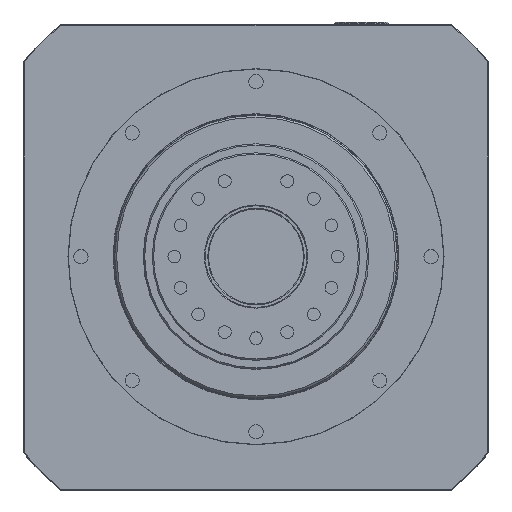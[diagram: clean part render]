
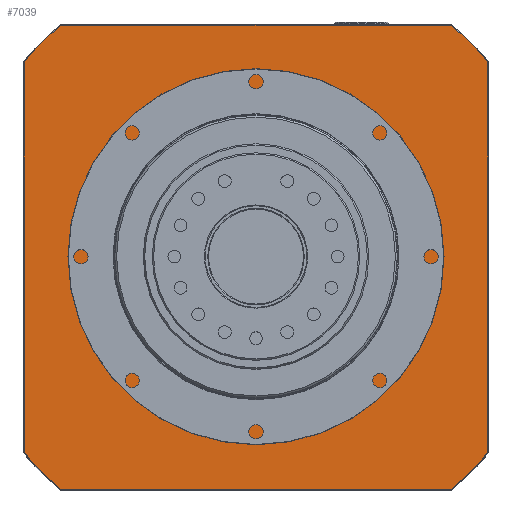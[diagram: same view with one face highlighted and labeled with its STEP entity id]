
A CAD part, top view. The second image highlights one B-rep face of the part: STEP entity #7039.
In plain terms, the highlighted planar face has unit normal (0, 0, 1).
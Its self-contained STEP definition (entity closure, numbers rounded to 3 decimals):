
#12 = ORIENTED_EDGE ( 'NONE', *, *, #7244, .T. ) ;
#99 = VERTEX_POINT ( 'NONE', #6231 ) ;
#217 = FACE_OUTER_BOUND ( 'NONE', #3117, .T. ) ;
#551 = AXIS2_PLACEMENT_3D ( 'NONE', #5206, #11771, #6153 ) ;
#593 = CIRCLE ( 'NONE', #2849, 62.966 ) ;
#820 = FACE_BOUND ( 'NONE', #6608, .T. ) ;
#1186 = VERTEX_POINT ( 'NONE', #10731 ) ;
#1210 = ORIENTED_EDGE ( 'NONE', *, *, #5751, .T. ) ;
#1537 = VERTEX_POINT ( 'NONE', #6504 ) ;
#1656 = EDGE_CURVE ( 'NONE', #6250, #99, #1804, .T. ) ;
#1725 = CARTESIAN_POINT ( 'NONE',  ( 89.4, 75.43, -35.2 ) ) ;
#1759 = LINE ( 'NONE', #1725, #9014 ) ;
#1791 = DIRECTION ( 'NONE',  ( 0., 0., 1. ) ) ;
#1804 = CIRCLE ( 'NONE', #3955, 116.9 ) ;
#1884 = VECTOR ( 'NONE', #2110, 1000. ) ;
#1963 = CARTESIAN_POINT ( 'NONE',  ( 0., 0., -35.2 ) ) ;
#2059 = DIRECTION ( 'NONE',  ( 0., 0., -1. ) ) ;
#2062 = DIRECTION ( 'NONE',  ( 1., 0., 0. ) ) ;
#2110 = DIRECTION ( 'NONE',  ( -1., 0., 0. ) ) ;
#2207 = CIRCLE ( 'NONE', #9336, 116.9 ) ;
#2408 = LINE ( 'NONE', #11805, #9338 ) ;
#2414 = CARTESIAN_POINT ( 'NONE',  ( 62.966, 0., -35.2 ) ) ;
#2418 = DIRECTION ( 'NONE',  ( 0., -1., 0. ) ) ;
#2707 = DIRECTION ( 'NONE',  ( 0., 1., 0. ) ) ;
#2734 = EDGE_CURVE ( 'NONE', #1537, #5433, #2408, .T. ) ;
#2849 = AXIS2_PLACEMENT_3D ( 'NONE', #11211, #5577, #12157 ) ;
#2909 = DIRECTION ( 'NONE',  ( -1., 0., 0. ) ) ;
#2934 = VERTEX_POINT ( 'NONE', #12181 ) ;
#3117 = EDGE_LOOP ( 'NONE', ( #3484, #9429, #5915, #9594, #10774, #12, #7770, #4920 ) ) ;
#3467 = AXIS2_PLACEMENT_3D ( 'NONE', #7477, #1791, #8419 ) ;
#3484 = ORIENTED_EDGE ( 'NONE', *, *, #9081, .T. ) ;
#3863 = VERTEX_POINT ( 'NONE', #9487 ) ;
#3935 = CARTESIAN_POINT ( 'NONE',  ( 0., 0., -35.2 ) ) ;
#3955 = AXIS2_PLACEMENT_3D ( 'NONE', #3935, #10534, #4893 ) ;
#4140 = EDGE_CURVE ( 'NONE', #5433, #9038, #6507, .T. ) ;
#4468 = DIRECTION ( 'NONE',  ( 0., 0., -1. ) ) ;
#4558 = LINE ( 'NONE', #7741, #9560 ) ;
#4815 = AXIS2_PLACEMENT_3D ( 'NONE', #7738, #2059, #8671 ) ;
#4893 = DIRECTION ( 'NONE',  ( -1., 0., 0. ) ) ;
#4920 = ORIENTED_EDGE ( 'NONE', *, *, #4140, .T. ) ;
#5206 = CARTESIAN_POINT ( 'NONE',  ( 0., 0., -35.2 ) ) ;
#5329 = PLANE ( 'NONE',  #10835 ) ;
#5433 = VERTEX_POINT ( 'NONE', #8157 ) ;
#5574 = EDGE_CURVE ( 'NONE', #99, #8833, #1759, .T. ) ;
#5577 = DIRECTION ( 'NONE',  ( 0., 0., -1. ) ) ;
#5751 = EDGE_CURVE ( 'NONE', #1186, #7728, #9732, .T. ) ;
#5915 = ORIENTED_EDGE ( 'NONE', *, *, #5574, .T. ) ;
#6153 = DIRECTION ( 'NONE',  ( -1., 0., 0. ) ) ;
#6231 = CARTESIAN_POINT ( 'NONE',  ( 89.4, -75.321, -35.2 ) ) ;
#6250 = VERTEX_POINT ( 'NONE', #11438 ) ;
#6297 = EDGE_CURVE ( 'NONE', #2934, #3863, #9432, .T. ) ;
#6504 = CARTESIAN_POINT ( 'NONE',  ( -89.4, 75.321, -35.2 ) ) ;
#6507 = CIRCLE ( 'NONE', #551, 116.9 ) ;
#6608 = EDGE_LOOP ( 'NONE', ( #1210, #9438 ) ) ;
#6833 = CARTESIAN_POINT ( 'NONE',  ( -75.43, 89.4, -35.2 ) ) ;
#7039 = ADVANCED_FACE ( 'NONE', ( #820, #217 ), #5329, .F. ) ;
#7244 = EDGE_CURVE ( 'NONE', #3863, #1537, #2207, .T. ) ;
#7477 = CARTESIAN_POINT ( 'NONE',  ( 0., 0., -35.2 ) ) ;
#7652 = CARTESIAN_POINT ( 'NONE',  ( -75.321, -89.4, -35.2 ) ) ;
#7728 = VERTEX_POINT ( 'NONE', #2414 ) ;
#7738 = CARTESIAN_POINT ( 'NONE',  ( 0., 0., -35.2 ) ) ;
#7741 = CARTESIAN_POINT ( 'NONE',  ( 75.43, -89.4, -35.2 ) ) ;
#7770 = ORIENTED_EDGE ( 'NONE', *, *, #2734, .T. ) ;
#8157 = CARTESIAN_POINT ( 'NONE',  ( -89.4, -75.321, -35.2 ) ) ;
#8419 = DIRECTION ( 'NONE',  ( -1., 0., 0. ) ) ;
#8585 = DIRECTION ( 'NONE',  ( 0., 0., 1. ) ) ;
#8671 = DIRECTION ( 'NONE',  ( -1., 0., 0. ) ) ;
#8805 = CARTESIAN_POINT ( 'NONE',  ( 89.4, 75.321, -35.2 ) ) ;
#8833 = VERTEX_POINT ( 'NONE', #8805 ) ;
#9014 = VECTOR ( 'NONE', #2707, 1000. ) ;
#9038 = VERTEX_POINT ( 'NONE', #7652 ) ;
#9081 = EDGE_CURVE ( 'NONE', #9038, #6250, #4558, .T. ) ;
#9164 = CARTESIAN_POINT ( 'NONE',  ( 0., 0., -35.2 ) ) ;
#9336 = AXIS2_PLACEMENT_3D ( 'NONE', #1963, #8585, #2909 ) ;
#9338 = VECTOR ( 'NONE', #2418, 1000. ) ;
#9429 = ORIENTED_EDGE ( 'NONE', *, *, #1656, .T. ) ;
#9432 = LINE ( 'NONE', #6833, #1884 ) ;
#9438 = ORIENTED_EDGE ( 'NONE', *, *, #11411, .T. ) ;
#9487 = CARTESIAN_POINT ( 'NONE',  ( -75.321, 89.4, -35.2 ) ) ;
#9560 = VECTOR ( 'NONE', #2062, 1000. ) ;
#9594 = ORIENTED_EDGE ( 'NONE', *, *, #11413, .T. ) ;
#9732 = CIRCLE ( 'NONE', #4815, 62.966 ) ;
#10359 = CIRCLE ( 'NONE', #3467, 116.9 ) ;
#10534 = DIRECTION ( 'NONE',  ( 0., 0., 1. ) ) ;
#10731 = CARTESIAN_POINT ( 'NONE',  ( -62.966, 0., -35.2 ) ) ;
#10774 = ORIENTED_EDGE ( 'NONE', *, *, #6297, .T. ) ;
#10835 = AXIS2_PLACEMENT_3D ( 'NONE', #9164, #4468, #11054 ) ;
#11054 = DIRECTION ( 'NONE',  ( -1., 0., 0. ) ) ;
#11211 = CARTESIAN_POINT ( 'NONE',  ( 0., 0., -35.2 ) ) ;
#11411 = EDGE_CURVE ( 'NONE', #7728, #1186, #593, .T. ) ;
#11413 = EDGE_CURVE ( 'NONE', #8833, #2934, #10359, .T. ) ;
#11438 = CARTESIAN_POINT ( 'NONE',  ( 75.321, -89.4, -35.2 ) ) ;
#11771 = DIRECTION ( 'NONE',  ( 0., 0., 1. ) ) ;
#11805 = CARTESIAN_POINT ( 'NONE',  ( -89.4, -75.43, -35.2 ) ) ;
#12157 = DIRECTION ( 'NONE',  ( -1., 0., 0. ) ) ;
#12181 = CARTESIAN_POINT ( 'NONE',  ( 75.321, 89.4, -35.2 ) ) ;
